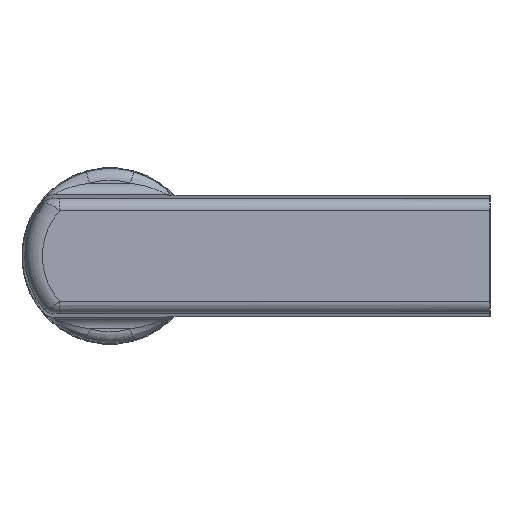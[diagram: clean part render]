
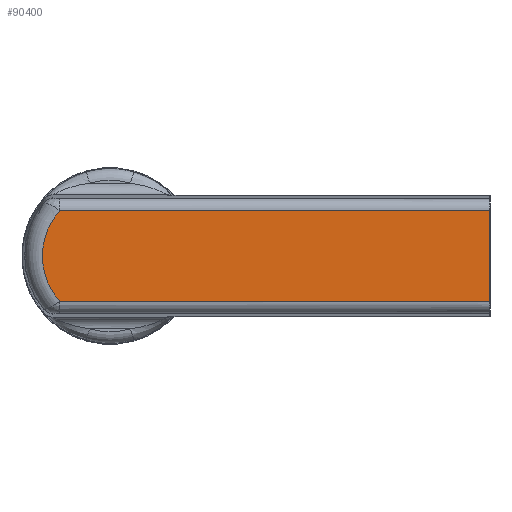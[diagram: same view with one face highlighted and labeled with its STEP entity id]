
A CAD part, left-side view. The second image highlights one B-rep face of the part: STEP entity #90400.
In plain terms, the highlighted face is planar.
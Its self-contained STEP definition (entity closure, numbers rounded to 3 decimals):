
#88880=CARTESIAN_POINT('',(-26.,3.117,20.));
#88890=VERTEX_POINT('',#88880);
#89020=CARTESIAN_POINT('',(3.431,3.117,20.));
#89030=VERTEX_POINT('',#89020);
#89060=CARTESIAN_POINT('',(-4.5,3.117,20.));
#89070=DIRECTION('',(1.,0.,0.));
#89080=VECTOR('',#89070,1.);
#89090=LINE('',#89060,#89080);
#89100=EDGE_CURVE('',#88890,#89030,#89090,.T.);
#90090=CARTESIAN_POINT('',(-26.,0.,20.));
#90100=DIRECTION('',(0.,0.,1.));
#90110=DIRECTION('',(1.,0.,0.));
#90120=AXIS2_PLACEMENT_3D('',#90090,#90100,#90110);
#90130=PLANE('',#90120);
#90140=CARTESIAN_POINT('',(0.,0.,20.));
#90150=DIRECTION('',(0.,0.,-1.));
#90160=DIRECTION('',(0.,1.,0.));
#90170=AXIS2_PLACEMENT_3D('',#90140,#90150,#90160);
#90180=CIRCLE('',#90170,4.636);
#90190=CARTESIAN_POINT('',(3.431,-3.117,20.));
#90200=VERTEX_POINT('',#90190);
#90210=EDGE_CURVE('',#89030,#90200,#90180,.T.);
#90220=ORIENTED_EDGE('',*,*,#90210,.F.);
#90230=CARTESIAN_POINT('',(-4.5,-3.117,20.));
#90240=DIRECTION('',(1.,0.,0.));
#90250=VECTOR('',#90240,1.);
#90260=LINE('',#90230,#90250);
#90270=CARTESIAN_POINT('',(-26.,-3.117,20.));
#90280=VERTEX_POINT('',#90270);
#90290=EDGE_CURVE('',#90280,#90200,#90260,.T.);
#90300=ORIENTED_EDGE('',*,*,#90290,.T.);
#90310=CARTESIAN_POINT('',(-26.,0.,20.));
#90320=DIRECTION('',(0.,-1.,0.));
#90330=VECTOR('',#90320,1.);
#90340=LINE('',#90310,#90330);
#90350=EDGE_CURVE('',#88890,#90280,#90340,.T.);
#90360=ORIENTED_EDGE('',*,*,#90350,.T.);
#90370=ORIENTED_EDGE('',*,*,#89100,.F.);
#90380=EDGE_LOOP('',(#90370,#90360,#90300,#90220));
#90390=FACE_OUTER_BOUND('',#90380,.T.);
#90400=ADVANCED_FACE('',(#90390),#90130,.T.);
